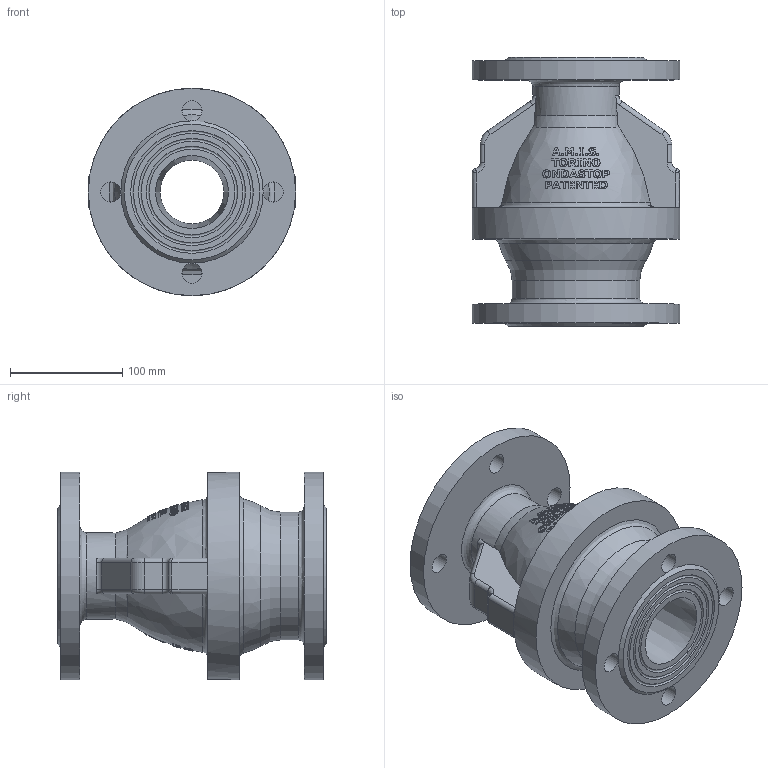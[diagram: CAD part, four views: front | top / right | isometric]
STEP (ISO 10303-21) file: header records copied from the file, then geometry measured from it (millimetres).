
FILE_DESCRIPTION((''),'2;1');
FILE_NAME('ONDASTOP DN 65 SHAPE.stp','2020-01-27T16:41:23',('BonifantiL'),(''),'Autodesk Inventor 2008','Autodesk Inventor 2008','');
FILE_SCHEMA(('AUTOMOTIVE_DESIGN { 1 0 10303 214 1 1 1 1 }'));
Length unit declared in the file: millimetre
Products named in the file (1): ONDASTOP DN 65 SHAPE
Bounding box: 185 x 240 x 185 mm (x, y, z)
Volume: 1857744.5 mm3; surface area: 344332.2 mm2
Topology: 1 solids, 1 shells, 653 faces, 1711 edges, 1116 vertices
Faces by surface type: plane 317, bspline 293, cylinder 25, torus 14, cone 4
Full cylindrical faces by diameter (mm): 18 x8, 65 x1, 77 x1, 102 x1, 114 x1, 185 x3
Entity records: 24925 total; most frequent: CARTESIAN_POINT 10884, ORIENTED_EDGE 3338, DIRECTION 2099, EDGE_CURVE 1669, VERTEX_POINT 1114, AXIS2_PLACEMENT_3D 779, EDGE_LOOP 767, B_SPLINE_CURVE_WITH_KNOTS 710
